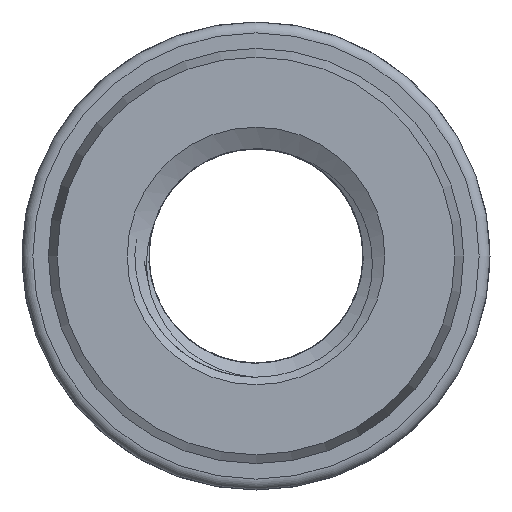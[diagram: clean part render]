
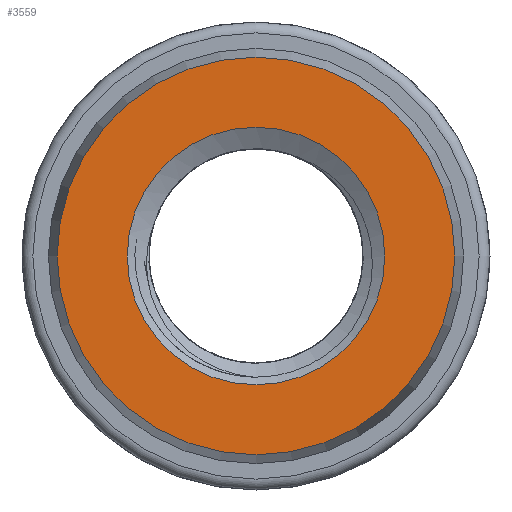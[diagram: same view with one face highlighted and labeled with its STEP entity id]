
A CAD part, left-side view. The second image highlights one B-rep face of the part: STEP entity #3559.
In plain terms, the highlighted planar face has unit normal (-1, 0, 0).
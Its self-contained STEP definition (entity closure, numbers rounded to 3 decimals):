
#36=FACE_BOUND('',#410,.T.);
#53=PLANE('',#3797);
#207=FACE_OUTER_BOUND('',#409,.T.);
#409=EDGE_LOOP('',(#2928));
#410=EDGE_LOOP('',(#2929));
#505=CIRCLE('',#3796,9.118);
#506=CIRCLE('',#3798,5.906);
#1479=VERTEX_POINT('',#16795);
#1480=VERTEX_POINT('',#16799);
#1979=EDGE_CURVE('',#1479,#1479,#505,.T.);
#1981=EDGE_CURVE('',#1480,#1480,#506,.T.);
#2928=ORIENTED_EDGE('',*,*,#1979,.T.);
#2929=ORIENTED_EDGE('',*,*,#1981,.F.);
#3559=ADVANCED_FACE('',(#207,#36),#53,.T.);
#3796=AXIS2_PLACEMENT_3D('',#16796,#4340,#4341);
#3797=AXIS2_PLACEMENT_3D('',#16798,#4343,#4344);
#3798=AXIS2_PLACEMENT_3D('',#16800,#4345,#4346);
#4340=DIRECTION('center_axis',(-1.,0.,0.));
#4341=DIRECTION('ref_axis',(0.,0.,1.));
#4343=DIRECTION('center_axis',(-1.,0.,0.));
#4344=DIRECTION('ref_axis',(0.,0.,1.));
#4345=DIRECTION('center_axis',(-1.,0.,0.));
#4346=DIRECTION('ref_axis',(0.,0.,1.));
#16795=CARTESIAN_POINT('',(-169.199,0.,-9.118));
#16796=CARTESIAN_POINT('Origin',(-169.199,0.,0.));
#16798=CARTESIAN_POINT('Origin',(-169.199,0.,5.906));
#16799=CARTESIAN_POINT('',(-169.199,0.,-5.906));
#16800=CARTESIAN_POINT('Origin',(-169.199,0.,0.));
